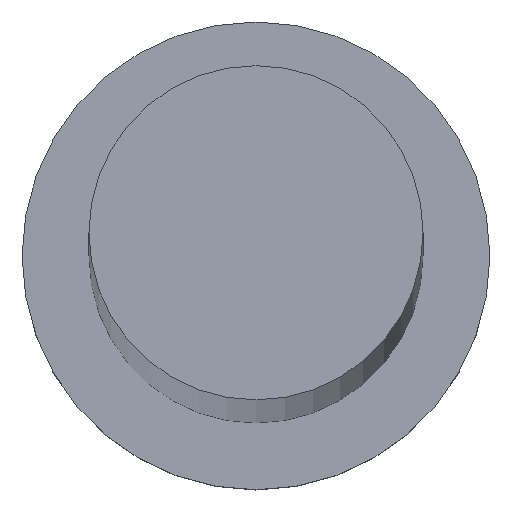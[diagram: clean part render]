
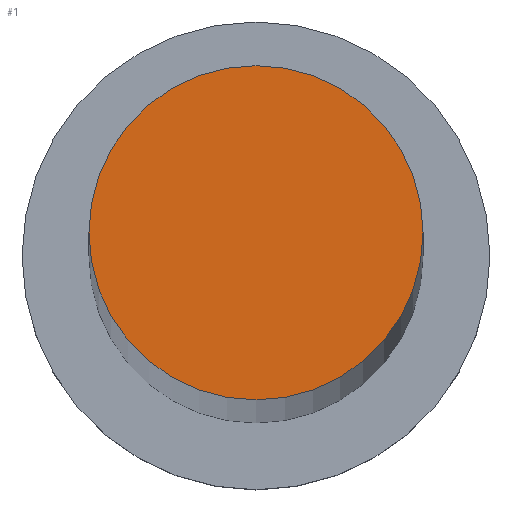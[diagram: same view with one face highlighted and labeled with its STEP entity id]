
A CAD part, top view. The second image highlights one B-rep face of the part: STEP entity #1.
In plain terms, the highlighted planar face has unit normal (0, 0, 1).
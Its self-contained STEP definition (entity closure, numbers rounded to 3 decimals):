
#1 = ADVANCED_FACE ( 'NONE', ( #128 ), #144, .T. ) ;
#11 = DIRECTION ( 'NONE',  ( 1., 0., 0. ) ) ;
#19 = AXIS2_PLACEMENT_3D ( 'NONE', #224, #209, #45 ) ;
#25 = ORIENTED_EDGE ( 'NONE', *, *, #158, .T. ) ;
#29 = EDGE_LOOP ( 'NONE', ( #87, #25 ) ) ;
#32 = DIRECTION ( 'NONE',  ( 0., 0., 1. ) ) ;
#45 = DIRECTION ( 'NONE',  ( 1., 0., 0. ) ) ;
#59 = EDGE_CURVE ( 'NONE', #165, #240, #145, .T. ) ;
#65 = AXIS2_PLACEMENT_3D ( 'NONE', #213, #195, #11 ) ;
#78 = CARTESIAN_POINT ( 'NONE',  ( 10., 0., 800. ) ) ;
#87 = ORIENTED_EDGE ( 'NONE', *, *, #59, .T. ) ;
#113 = CIRCLE ( 'NONE', #65, 10. ) ;
#128 = FACE_OUTER_BOUND ( 'NONE', #29, .T. ) ;
#144 = PLANE ( 'NONE',  #19 ) ;
#145 = CIRCLE ( 'NONE', #155, 10. ) ;
#155 = AXIS2_PLACEMENT_3D ( 'NONE', #230, #32, #233 ) ;
#158 = EDGE_CURVE ( 'NONE', #240, #165, #113, .T. ) ;
#165 = VERTEX_POINT ( 'NONE', #169 ) ;
#169 = CARTESIAN_POINT ( 'NONE',  ( -10., 0., 800. ) ) ;
#195 = DIRECTION ( 'NONE',  ( 0., 0., 1. ) ) ;
#209 = DIRECTION ( 'NONE',  ( 0., 0., 1. ) ) ;
#213 = CARTESIAN_POINT ( 'NONE',  ( 0., 0., 800. ) ) ;
#224 = CARTESIAN_POINT ( 'NONE',  ( 0., 0., 800. ) ) ;
#230 = CARTESIAN_POINT ( 'NONE',  ( 0., 0., 800. ) ) ;
#233 = DIRECTION ( 'NONE',  ( 1., 0., 0. ) ) ;
#240 = VERTEX_POINT ( 'NONE', #78 ) ;
